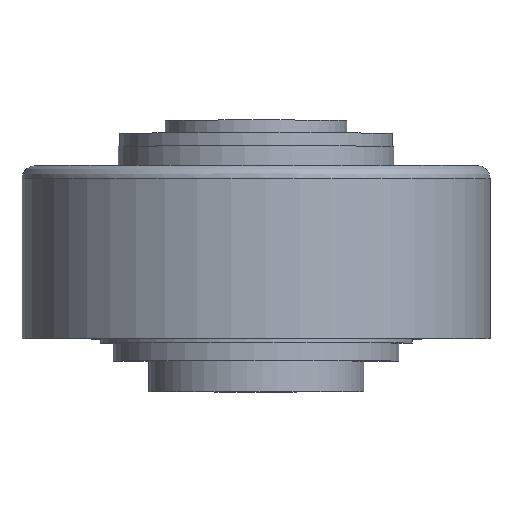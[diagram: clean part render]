
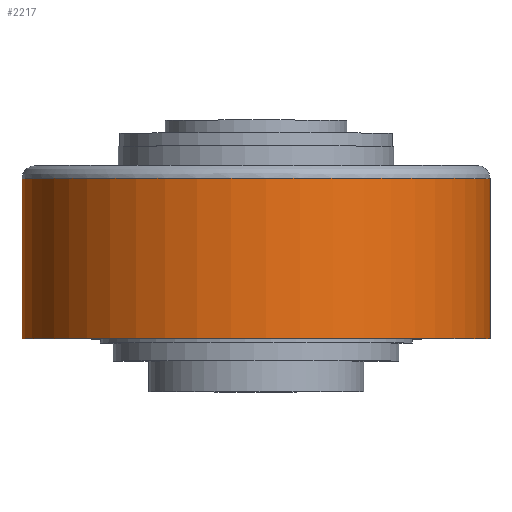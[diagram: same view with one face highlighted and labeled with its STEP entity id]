
A CAD part, top view. The second image highlights one B-rep face of the part: STEP entity #2217.
In plain terms, the highlighted free-form (B-spline) face has degree [2, 1] with [7, 2] control points.
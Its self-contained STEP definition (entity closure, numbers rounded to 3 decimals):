
#619 = EDGE_CURVE('',#620,#620,#622,.T.);
#620 = VERTEX_POINT('',#621);
#621 = CARTESIAN_POINT('',(0.,-129.487,-175.245));
#622 = ( BOUNDED_CURVE() B_SPLINE_CURVE(2,(#623,#624,#625,#626,#627,#628
,#629),.UNSPECIFIED.,.T.,.F.) B_SPLINE_CURVE_WITH_KNOTS((1,2,2,2,2,1),(
    -2.094,0.,2.094,4.189,6.283,
8.378),.UNSPECIFIED.) CURVE() GEOMETRIC_REPRESENTATION_ITEM() 
RATIONAL_B_SPLINE_CURVE((1.,0.5,1.,0.5,1.,0.5,1.)) REPRESENTATION_ITEM(
  '') );
#623 = CARTESIAN_POINT('',(0.,-129.487,-175.245));
#624 = CARTESIAN_POINT('',(303.533,-129.487,
    -175.245));
#625 = CARTESIAN_POINT('',(151.767,-129.487,
    87.622));
#626 = CARTESIAN_POINT('',(0.,-129.487,
    350.49));
#627 = CARTESIAN_POINT('',(-151.767,-129.487,
    87.622));
#628 = CARTESIAN_POINT('',(-303.533,-129.487,
    -175.245));
#629 = CARTESIAN_POINT('',(0.,-129.487,-175.245));
#2172 = EDGE_CURVE('',#2173,#2173,#2175,.T.);
#2173 = VERTEX_POINT('',#2174);
#2174 = CARTESIAN_POINT('',(0.,-9.736,-175.245));
#2175 = ( BOUNDED_CURVE() B_SPLINE_CURVE(2,(#2176,#2177,#2178,#2179,
#2180,#2181,#2182),.UNSPECIFIED.,.T.,.F.) B_SPLINE_CURVE_WITH_KNOTS((1,2
    ,2,2,2,1),(-2.094,0.,2.094,4.189,
6.283,8.378),.UNSPECIFIED.) CURVE() 
GEOMETRIC_REPRESENTATION_ITEM() RATIONAL_B_SPLINE_CURVE((1.,0.5,1.,0.5,
1.,0.5,1.)) REPRESENTATION_ITEM('') );
#2176 = CARTESIAN_POINT('',(0.,-9.736,-175.245));
#2177 = CARTESIAN_POINT('',(303.533,-9.736,
    -175.245));
#2178 = CARTESIAN_POINT('',(151.767,-9.736,
    87.622));
#2179 = CARTESIAN_POINT('',(0.,-9.736,
    350.49));
#2180 = CARTESIAN_POINT('',(-151.767,-9.736,
    87.622));
#2181 = CARTESIAN_POINT('',(-303.533,-9.736,
    -175.245));
#2182 = CARTESIAN_POINT('',(0.,-9.736,-175.245));
#2217 = ADVANCED_FACE('',(#2218),#2228,.T.);
#2218 = FACE_BOUND('',#2219,.T.);
#2219 = EDGE_LOOP('',(#2220,#2221,#2226,#2227));
#2220 = ORIENTED_EDGE('',*,*,#619,.F.);
#2221 = ORIENTED_EDGE('',*,*,#2222,.F.);
#2222 = EDGE_CURVE('',#2173,#620,#2223,.T.);
#2223 = B_SPLINE_CURVE_WITH_KNOTS('',1,(#2224,#2225),.UNSPECIFIED.,.F.,
  .F.,(2,2),(10.,133.),.PIECEWISE_BEZIER_KNOTS.);
#2224 = CARTESIAN_POINT('',(0.,-9.736,
    -175.245));
#2225 = CARTESIAN_POINT('',(0.,-129.487,
    -175.245));
#2226 = ORIENTED_EDGE('',*,*,#2172,.T.);
#2227 = ORIENTED_EDGE('',*,*,#2222,.T.);
#2228 = ( BOUNDED_SURFACE() B_SPLINE_SURFACE(2,1,(
    (#2229,#2230)
    ,(#2231,#2232)
    ,(#2233,#2234)
    ,(#2235,#2236)
    ,(#2237,#2238)
    ,(#2239,#2240)
    ,(#2241,#2242
)),.UNSPECIFIED.,.T.,.F.,.F.) B_SPLINE_SURFACE_WITH_KNOTS((1,2,2,2,2,1),
  (2,2),(-2.094,0.,2.094,4.189,6.283,
    8.378),(10.,133.),.UNSPECIFIED.) 
GEOMETRIC_REPRESENTATION_ITEM() RATIONAL_B_SPLINE_SURFACE((
    (1.,1.)
    ,(0.5,0.5)
    ,(1.,1.)
    ,(0.5,0.5)
    ,(1.,1.)
    ,(0.5,0.5)
,(1.,1.))) REPRESENTATION_ITEM('') SURFACE() );
#2229 = CARTESIAN_POINT('',(0.,-9.736,-175.245));
#2230 = CARTESIAN_POINT('',(0.,-129.487,-175.245));
#2231 = CARTESIAN_POINT('',(303.533,-9.736,
    -175.245));
#2232 = CARTESIAN_POINT('',(303.533,-129.487,
    -175.245));
#2233 = CARTESIAN_POINT('',(151.767,-9.736,
    87.622));
#2234 = CARTESIAN_POINT('',(151.767,-129.487,
    87.622));
#2235 = CARTESIAN_POINT('',(0.,-9.736,
    350.49));
#2236 = CARTESIAN_POINT('',(0.,-129.487,
    350.49));
#2237 = CARTESIAN_POINT('',(-151.767,-9.736,
    87.622));
#2238 = CARTESIAN_POINT('',(-151.767,-129.487,
    87.622));
#2239 = CARTESIAN_POINT('',(-303.533,-9.736,
    -175.245));
#2240 = CARTESIAN_POINT('',(-303.533,-129.487,
    -175.245));
#2241 = CARTESIAN_POINT('',(0.,-9.736,-175.245));
#2242 = CARTESIAN_POINT('',(0.,-129.487,-175.245));
